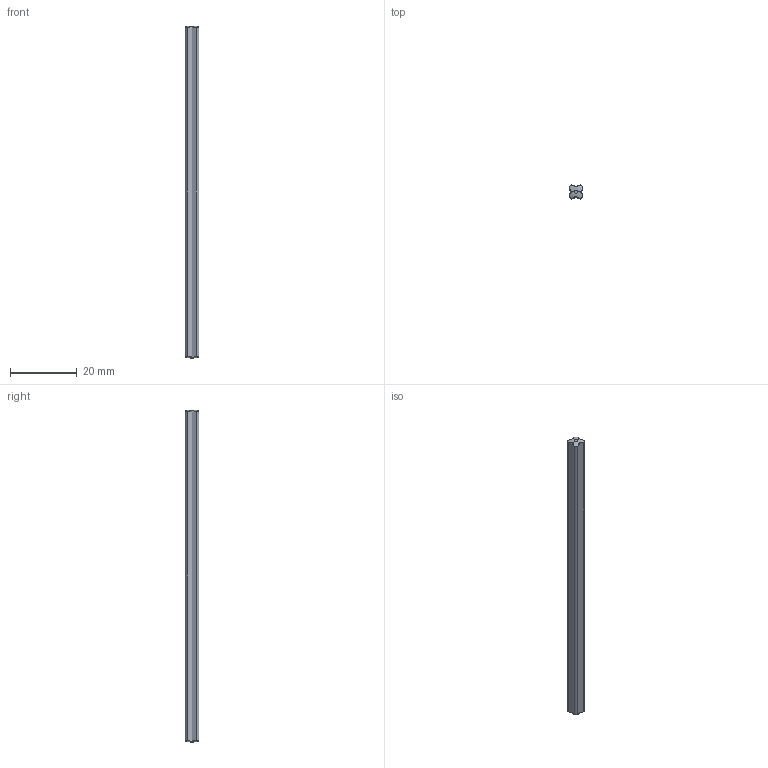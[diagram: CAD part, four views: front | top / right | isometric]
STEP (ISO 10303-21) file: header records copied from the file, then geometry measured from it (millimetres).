
FILE_DESCRIPTION (( 'STEP AP214' ), '1' );
FILE_NAME ('750-0999-062 Rev2.STEP', '2022-10-26T23:45:07', ( '' ), ( '' ), 'SwSTEP 2.0', 'SolidWorks 2021', '' );
FILE_SCHEMA (( 'AUTOMOTIVE_DESIGN' ));
Length unit declared in the file: millimetre
Products named in the file (1): 750-0999-062 Rev2
Bounding box: 4.11 x 4.11 x 99.5 mm (x, y, z)
Volume: 1331 mm3; surface area: 1627 mm2
Topology: 1 solids, 1 shells, 24 faces, 66 edges, 44 vertices
Faces by surface type: cylinder 14, torus 4, bspline 4, plane 2
Entity records: 1276 total; most frequent: CARTESIAN_POINT 687, ORIENTED_EDGE 132, DIRECTION 92, EDGE_CURVE 66, VERTEX_POINT 44, AXIS2_PLACEMENT_3D 37, B_SPLINE_CURVE_WITH_KNOTS 32, FACE_OUTER_BOUND 24
